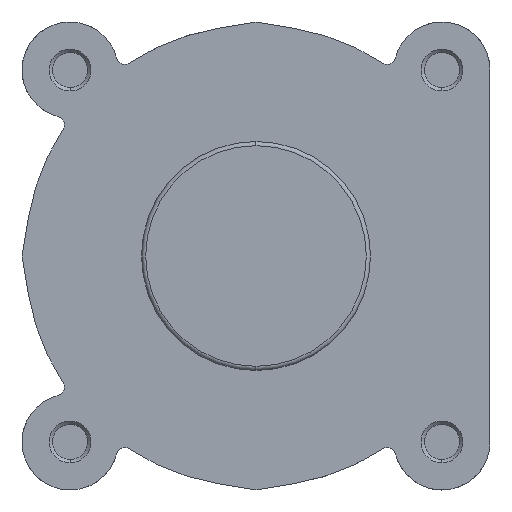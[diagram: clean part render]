
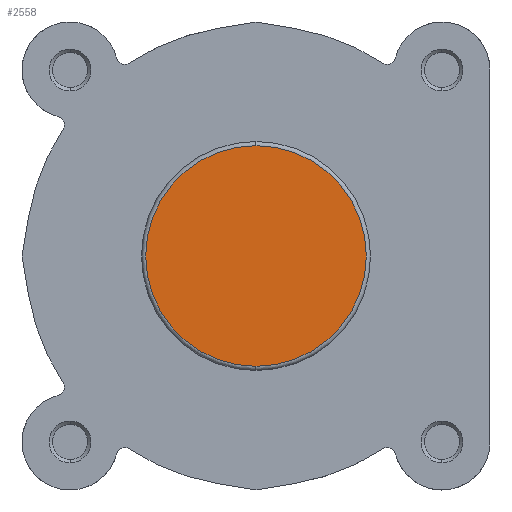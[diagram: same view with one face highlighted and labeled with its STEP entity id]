
A CAD part, left-side view. The second image highlights one B-rep face of the part: STEP entity #2558.
In plain terms, the highlighted planar face has unit normal (-1, 0, 0).
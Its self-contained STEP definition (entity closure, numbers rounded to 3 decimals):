
#173 = VERTEX_POINT ( 'NONE', #752 ) ;
#174 = VERTEX_POINT ( 'NONE', #839 ) ;
#380 = PLANE ( 'NONE',  #3342 ) ;
#396 = CARTESIAN_POINT ( 'NONE',  ( 0., 27.4, 0. ) ) ;
#752 = CARTESIAN_POINT ( 'NONE',  ( 0., 0., -26.4 ) ) ;
#839 = CARTESIAN_POINT ( 'NONE',  ( 0., 0., 26.4 ) ) ;
#909 = DIRECTION ( 'NONE',  ( 0., 0., -1. ) ) ;
#912 = DIRECTION ( 'NONE',  ( 1., 0., 0. ) ) ;
#1251 = EDGE_LOOP ( 'NONE', ( #4025, #4026 ) ) ;
#1847 = FACE_OUTER_BOUND ( 'NONE', #1251, .T. ) ;
#2558 = ADVANCED_FACE ( 'NONE', ( #1847 ), #380, .F. ) ;
#3042 = EDGE_CURVE ( 'NONE', #173, #174, #5744, .T. ) ;
#3135 = EDGE_CURVE ( 'NONE', #174, #173, #5870, .T. ) ;
#3342 = AXIS2_PLACEMENT_3D ( 'NONE', #396, #912, #909 ) ;
#3748 = AXIS2_PLACEMENT_3D ( 'NONE', #6350, #6351, #6352 ) ;
#3809 = AXIS2_PLACEMENT_3D ( 'NONE', #6594, #6600, #6601 ) ;
#4025 = ORIENTED_EDGE ( 'NONE', *, *, #3042, .T. ) ;
#4026 = ORIENTED_EDGE ( 'NONE', *, *, #3135, .T. ) ;
#5744 = CIRCLE ( 'NONE', #3748, 26.4 ) ;
#5870 = CIRCLE ( 'NONE', #3809, 26.4 ) ;
#6350 = CARTESIAN_POINT ( 'NONE',  ( 0., 0., 0. ) ) ;
#6351 = DIRECTION ( 'NONE',  ( -1., 0., 0. ) ) ;
#6352 = DIRECTION ( 'NONE',  ( 0., 0., -1. ) ) ;
#6594 = CARTESIAN_POINT ( 'NONE',  ( 0., 0., 0. ) ) ;
#6600 = DIRECTION ( 'NONE',  ( -1., 0., 0. ) ) ;
#6601 = DIRECTION ( 'NONE',  ( 0., 0., -1. ) ) ;
